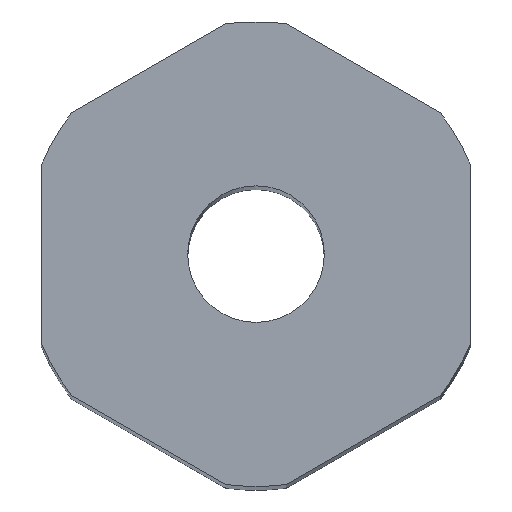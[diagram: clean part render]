
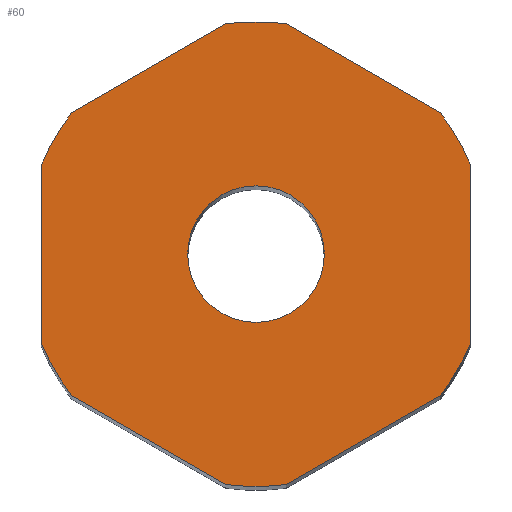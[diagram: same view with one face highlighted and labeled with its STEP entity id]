
A CAD part, top view. The second image highlights one B-rep face of the part: STEP entity #60.
In plain terms, the highlighted planar face has unit normal (0, 0, 1).
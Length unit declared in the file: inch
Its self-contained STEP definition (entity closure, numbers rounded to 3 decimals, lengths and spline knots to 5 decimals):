
#5 = AXIS2_PLACEMENT_3D ( 'NONE', #389, #477, #435 ) ;
#12 = VERTEX_POINT ( 'NONE', #300 ) ;
#13 = DIRECTION ( 'NONE',  ( 1., 0., 0. ) ) ;
#14 = ORIENTED_EDGE ( 'NONE', *, *, #507, .T. ) ;
#20 = ORIENTED_EDGE ( 'NONE', *, *, #558, .F. ) ;
#21 = LINE ( 'NONE', #172, #286 ) ;
#22 = VERTEX_POINT ( 'NONE', #255 ) ;
#26 = AXIS2_PLACEMENT_3D ( 'NONE', #38, #532, #227 ) ;
#27 = EDGE_LOOP ( 'NONE', ( #513, #368, #14, #189, #480, #515, #450, #112, #214, #376, #163, #563 ) ) ;
#30 = CARTESIAN_POINT ( 'NONE',  ( -0.1249, -0.21634, 1.25 ) ) ;
#31 = DIRECTION ( 'NONE',  ( 0., 0., 1. ) ) ;
#32 = CARTESIAN_POINT ( 'NONE',  ( -0.21471, -0.16449, 1.25 ) ) ;
#38 = CARTESIAN_POINT ( 'NONE',  ( 0., 0., 1.25 ) ) ;
#40 = CARTESIAN_POINT ( 'NONE',  ( 0.2498, 0., 1.25 ) ) ;
#41 = EDGE_CURVE ( 'NONE', #145, #193, #65, .T. ) ;
#60 = ADVANCED_FACE ( 'NONE', ( #91, #403 ), #530, .T. ) ;
#61 = CARTESIAN_POINT ( 'NONE',  ( 0., 0., 1.25 ) ) ;
#65 = CIRCLE ( 'NONE', #556, 0.27047 ) ;
#69 = VERTEX_POINT ( 'NONE', #132 ) ;
#76 = EDGE_CURVE ( 'NONE', #22, #126, #447, .T. ) ;
#78 = DIRECTION ( 'NONE',  ( 1., 0., 0. ) ) ;
#81 = VERTEX_POINT ( 'NONE', #128 ) ;
#82 = DIRECTION ( 'NONE',  ( -0.866, 0.5, 0. ) ) ;
#84 = CARTESIAN_POINT ( 'NONE',  ( 0.03509, -0.26819, 1.25 ) ) ;
#89 = EDGE_CURVE ( 'NONE', #108, #548, #161, .T. ) ;
#91 = FACE_BOUND ( 'NONE', #304, .T. ) ;
#96 = LINE ( 'NONE', #461, #344 ) ;
#100 = CARTESIAN_POINT ( 'NONE',  ( -0.2498, 0.1037, 1.25 ) ) ;
#103 = CIRCLE ( 'NONE', #353, 0.27047 ) ;
#105 = CIRCLE ( 'NONE', #491, 0.27047 ) ;
#108 = VERTEX_POINT ( 'NONE', #312 ) ;
#112 = ORIENTED_EDGE ( 'NONE', *, *, #89, .T. ) ;
#113 = AXIS2_PLACEMENT_3D ( 'NONE', #578, #31, #269 ) ;
#124 = DIRECTION ( 'NONE',  ( 0., 0., 1. ) ) ;
#126 = VERTEX_POINT ( 'NONE', #84 ) ;
#128 = CARTESIAN_POINT ( 'NONE',  ( 0.0795, 0., 1.25 ) ) ;
#131 = VECTOR ( 'NONE', #234, 39.37008 ) ;
#132 = CARTESIAN_POINT ( 'NONE',  ( -0.21471, 0.16449, 1.25 ) ) ;
#137 = EDGE_CURVE ( 'NONE', #260, #12, #219, .T. ) ;
#139 = CARTESIAN_POINT ( 'NONE',  ( 0., 0., 1.25 ) ) ;
#145 = VERTEX_POINT ( 'NONE', #583 ) ;
#148 = VERTEX_POINT ( 'NONE', #181 ) ;
#161 = CIRCLE ( 'NONE', #113, 0.27047 ) ;
#162 = DIRECTION ( 'NONE',  ( 0., 0., 1. ) ) ;
#163 = ORIENTED_EDGE ( 'NONE', *, *, #240, .T. ) ;
#170 = AXIS2_PLACEMENT_3D ( 'NONE', #61, #162, #13 ) ;
#172 = CARTESIAN_POINT ( 'NONE',  ( 0.1249, 0.21634, 1.25 ) ) ;
#176 = EDGE_CURVE ( 'NONE', #69, #211, #105, .T. ) ;
#181 = CARTESIAN_POINT ( 'NONE',  ( -0.0795, 0., 1.25 ) ) ;
#189 = ORIENTED_EDGE ( 'NONE', *, *, #41, .T. ) ;
#193 = VERTEX_POINT ( 'NONE', #423 ) ;
#202 = AXIS2_PLACEMENT_3D ( 'NONE', #354, #218, #488 ) ;
#211 = VERTEX_POINT ( 'NONE', #100 ) ;
#214 = ORIENTED_EDGE ( 'NONE', *, *, #541, .T. ) ;
#218 = DIRECTION ( 'NONE',  ( 0., 0., 1. ) ) ;
#219 = LINE ( 'NONE', #40, #473 ) ;
#226 = LINE ( 'NONE', #30, #400 ) ;
#227 = DIRECTION ( 'NONE',  ( 1., 0., 0. ) ) ;
#228 = DIRECTION ( 'NONE',  ( 1., 0., 0. ) ) ;
#229 = CARTESIAN_POINT ( 'NONE',  ( 0., 0., 1.25 ) ) ;
#234 = DIRECTION ( 'NONE',  ( -0.866, -0.5, 0. ) ) ;
#236 = DIRECTION ( 'NONE',  ( 1., 0., 0. ) ) ;
#240 = EDGE_CURVE ( 'NONE', #126, #313, #96, .T. ) ;
#245 = CARTESIAN_POINT ( 'NONE',  ( 0.21471, 0.16449, 1.25 ) ) ;
#248 = LINE ( 'NONE', #516, #305 ) ;
#255 = CARTESIAN_POINT ( 'NONE',  ( -0.03509, -0.26819, 1.25 ) ) ;
#260 = VERTEX_POINT ( 'NONE', #283 ) ;
#269 = DIRECTION ( 'NONE',  ( 1., 0., 0. ) ) ;
#274 = EDGE_CURVE ( 'NONE', #193, #69, #381, .T. ) ;
#283 = CARTESIAN_POINT ( 'NONE',  ( 0.2498, -0.1037, 1.25 ) ) ;
#286 = VECTOR ( 'NONE', #82, 39.37008 ) ;
#300 = CARTESIAN_POINT ( 'NONE',  ( 0.2498, 0.1037, 1.25 ) ) ;
#304 = EDGE_LOOP ( 'NONE', ( #411, #20 ) ) ;
#305 = VECTOR ( 'NONE', #519, 39.37008 ) ;
#311 = DIRECTION ( 'NONE',  ( 0.866, -0.5, 0. ) ) ;
#312 = CARTESIAN_POINT ( 'NONE',  ( -0.2498, -0.1037, 1.25 ) ) ;
#313 = VERTEX_POINT ( 'NONE', #379 ) ;
#324 = DIRECTION ( 'NONE',  ( 0., 0., 1. ) ) ;
#344 = VECTOR ( 'NONE', #415, 39.37008 ) ;
#352 = EDGE_CURVE ( 'NONE', #12, #359, #555, .T. ) ;
#353 = AXIS2_PLACEMENT_3D ( 'NONE', #524, #124, #228 ) ;
#354 = CARTESIAN_POINT ( 'NONE',  ( 0., 0., 1.25 ) ) ;
#359 = VERTEX_POINT ( 'NONE', #245 ) ;
#366 = DIRECTION ( 'NONE',  ( 1., 0., 0. ) ) ;
#368 = ORIENTED_EDGE ( 'NONE', *, *, #352, .T. ) ;
#376 = ORIENTED_EDGE ( 'NONE', *, *, #76, .T. ) ;
#379 = CARTESIAN_POINT ( 'NONE',  ( 0.21471, -0.16449, 1.25 ) ) ;
#381 = LINE ( 'NONE', #413, #131 ) ;
#389 = CARTESIAN_POINT ( 'NONE',  ( 0., 0., 1.25 ) ) ;
#397 = CARTESIAN_POINT ( 'NONE',  ( 0., 0., 1.25 ) ) ;
#400 = VECTOR ( 'NONE', #311, 39.37008 ) ;
#403 = FACE_OUTER_BOUND ( 'NONE', #27, .T. ) ;
#411 = ORIENTED_EDGE ( 'NONE', *, *, #449, .F. ) ;
#413 = CARTESIAN_POINT ( 'NONE',  ( -0.1249, 0.21634, 1.25 ) ) ;
#415 = DIRECTION ( 'NONE',  ( 0.866, 0.5, 0. ) ) ;
#423 = CARTESIAN_POINT ( 'NONE',  ( -0.03509, 0.26819, 1.25 ) ) ;
#435 = DIRECTION ( 'NONE',  ( 1., 0., 0. ) ) ;
#440 = DIRECTION ( 'NONE',  ( 0., 0., 1. ) ) ;
#441 = EDGE_CURVE ( 'NONE', #211, #108, #248, .T. ) ;
#447 = CIRCLE ( 'NONE', #511, 0.27047 ) ;
#449 = EDGE_CURVE ( 'NONE', #148, #81, #584, .T. ) ;
#450 = ORIENTED_EDGE ( 'NONE', *, *, #441, .T. ) ;
#454 = CIRCLE ( 'NONE', #202, 0.0795 ) ;
#461 = CARTESIAN_POINT ( 'NONE',  ( 0.1249, -0.21634, 1.25 ) ) ;
#473 = VECTOR ( 'NONE', #527, 39.37008 ) ;
#477 = DIRECTION ( 'NONE',  ( 0., 0., 1. ) ) ;
#480 = ORIENTED_EDGE ( 'NONE', *, *, #274, .T. ) ;
#488 = DIRECTION ( 'NONE',  ( 1., 0., 0. ) ) ;
#489 = DIRECTION ( 'NONE',  ( 0., 0., 1. ) ) ;
#491 = AXIS2_PLACEMENT_3D ( 'NONE', #139, #324, #236 ) ;
#507 = EDGE_CURVE ( 'NONE', #359, #145, #21, .T. ) ;
#511 = AXIS2_PLACEMENT_3D ( 'NONE', #229, #489, #78 ) ;
#513 = ORIENTED_EDGE ( 'NONE', *, *, #137, .T. ) ;
#515 = ORIENTED_EDGE ( 'NONE', *, *, #176, .T. ) ;
#516 = CARTESIAN_POINT ( 'NONE',  ( -0.2498, 0., 1.25 ) ) ;
#519 = DIRECTION ( 'NONE',  ( 0., -1., 0. ) ) ;
#524 = CARTESIAN_POINT ( 'NONE',  ( 0., 0., 1.25 ) ) ;
#527 = DIRECTION ( 'NONE',  ( 0., 1., 0. ) ) ;
#530 = PLANE ( 'NONE',  #26 ) ;
#532 = DIRECTION ( 'NONE',  ( 0., 0., 1. ) ) ;
#541 = EDGE_CURVE ( 'NONE', #548, #22, #226, .T. ) ;
#548 = VERTEX_POINT ( 'NONE', #32 ) ;
#555 = CIRCLE ( 'NONE', #170, 0.27047 ) ;
#556 = AXIS2_PLACEMENT_3D ( 'NONE', #397, #440, #366 ) ;
#558 = EDGE_CURVE ( 'NONE', #81, #148, #454, .T. ) ;
#563 = ORIENTED_EDGE ( 'NONE', *, *, #566, .T. ) ;
#566 = EDGE_CURVE ( 'NONE', #313, #260, #103, .T. ) ;
#578 = CARTESIAN_POINT ( 'NONE',  ( 0., 0., 1.25 ) ) ;
#583 = CARTESIAN_POINT ( 'NONE',  ( 0.03509, 0.26819, 1.25 ) ) ;
#584 = CIRCLE ( 'NONE', #5, 0.0795 ) ;
